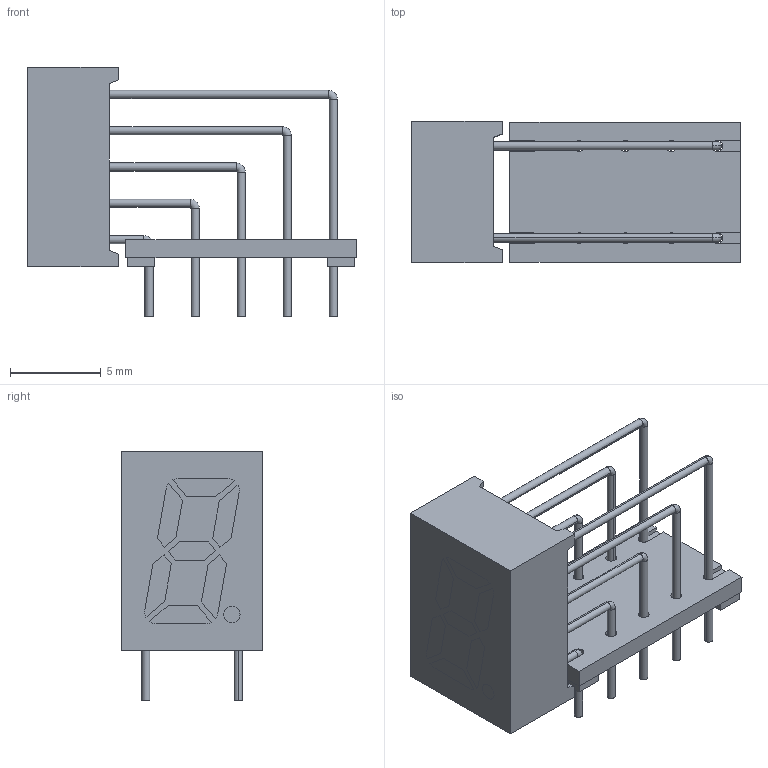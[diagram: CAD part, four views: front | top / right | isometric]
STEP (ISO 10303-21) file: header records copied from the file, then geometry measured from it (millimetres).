
FILE_DESCRIPTION (( 'STEP AP214' ), '1' );
FILE_NAME ('SA32-61-2BCB.STEP', '2025-04-09T17:15:24', ( '' ), ( '' ), 'SwSTEP 2.0', 'SolidWorks 2014', '' );
FILE_SCHEMA (( 'AUTOMOTIVE_DESIGN' ));
Length unit declared in the file: millimetre
Products named in the file (1): SA32-61-2BCB
Bounding box: 18.12 x 7.8 x 13.75 mm (x, y, z)
Surface area: 1531.8 mm2 (no closed solid volume)
Topology: 0 solids, 32 shells, 320 faces, 842 edges, 566 vertices
Faces by surface type: plane 180, cylinder 108, torus 20, bspline 12
Entity records: 10893 total; most frequent: CARTESIAN_POINT 2613, DIRECTION 1654, ORIENTED_EDGE 1604, EDGE_CURVE 842, AXIS2_PLACEMENT_3D 567, VERTEX_POINT 566, VECTOR 520, LINE 520
